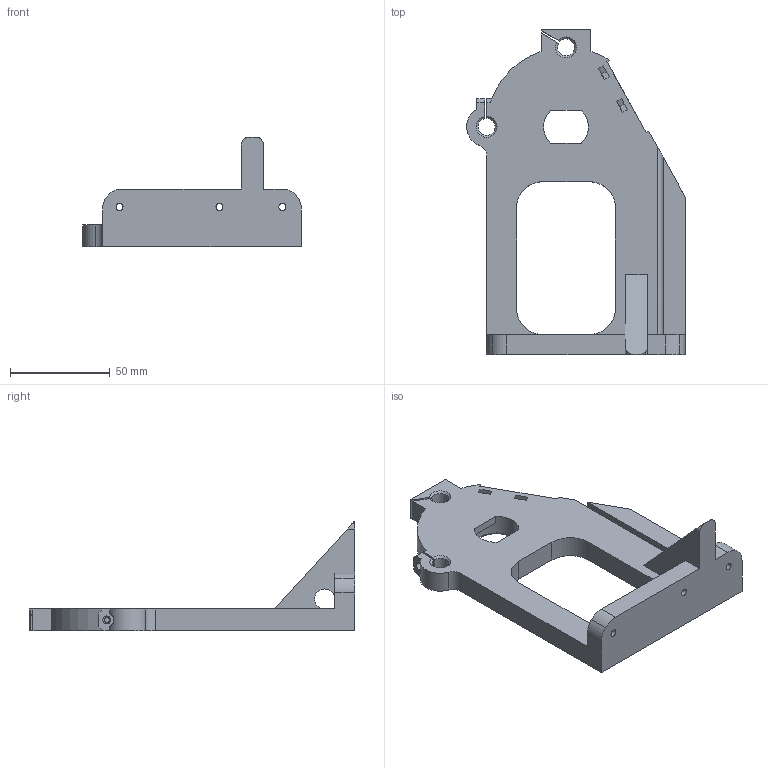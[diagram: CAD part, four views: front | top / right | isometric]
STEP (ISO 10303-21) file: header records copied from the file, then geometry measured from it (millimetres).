
FILE_DESCRIPTION((' '),'2;1');
FILE_NAME(' 02 XFrame_Right.stp','2016-10-08T09:22:16+00:00',('none'),('none'),' ',' AP214','none');
FILE_SCHEMA(('AUTOMOTIVE_DESIGN { 1 0 10303 214 1 1 1 1 }'));
Length unit declared in the file: millimetre
Products named in the file (1): G004174_Cycl_marcoDerechoX
Bounding box: 109.47 x 162.75 x 55 mm (x, y, z)
Volume: 125543.3 mm3; surface area: 37288.2 mm2
Topology: 1 solids, 3 shells, 164 faces, 450 edges, 302 vertices
Faces by surface type: plane 97, cylinder 61, cone 6
Entity records: 6030 total; most frequent: CARTESIAN_POINT 1367, ORIENTED_EDGE 900, DIRECTION 690, EDGE_CURVE 450, VECTOR 302, LINE 302, VERTEX_POINT 302, AXIS2_PLACEMENT_3D 249
